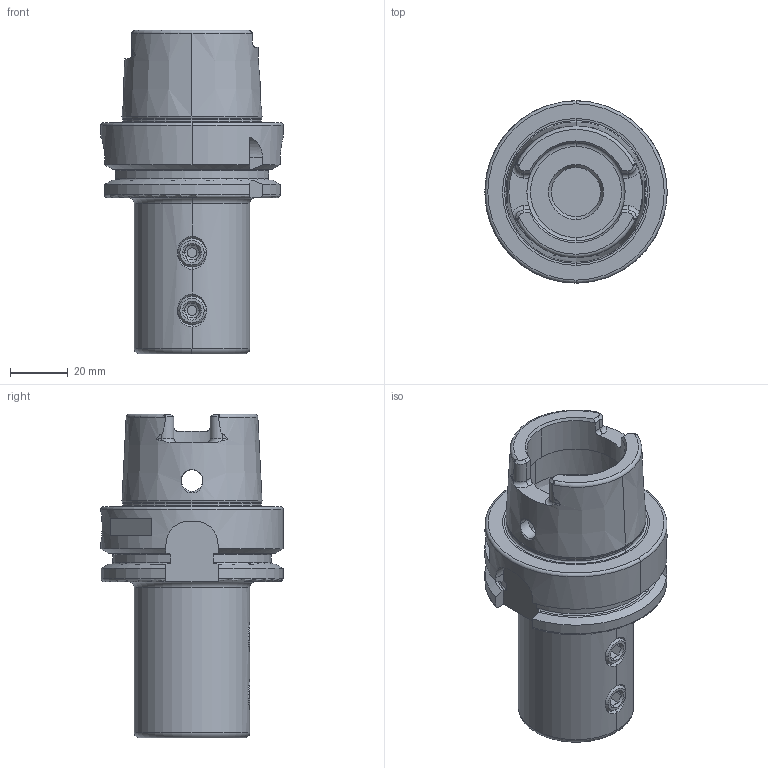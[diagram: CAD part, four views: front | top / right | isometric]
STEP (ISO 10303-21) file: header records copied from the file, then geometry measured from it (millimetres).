
FILE_DESCRIPTION((''),'2;1');
FILE_NAME('A63_51_20','2020-07-30T',('103090'),(''),'CREO PARAMETRIC BY PTC INC, 2016260','CREO PARAMETRIC BY PTC INC, 2016260','');
FILE_SCHEMA(('CONFIG_CONTROL_DESIGN'));
Length unit declared in the file: millimetre
Products named in the file (1): A63_51_20
Bounding box: 63 x 63 x 112 mm (x, y, z)
Volume: 131643.7 mm3; surface area: 32515.5 mm2
Topology: 1 solids, 1 shells, 201 faces, 506 edges, 313 vertices
Faces by surface type: plane 67, cone 50, cylinder 49, torus 35
Entity records: 6907 total; most frequent: CARTESIAN_POINT 2127, ORIENTED_EDGE 1008, DIRECTION 993, EDGE_CURVE 504, AXIS2_PLACEMENT_3D 409, VERTEX_POINT 313, EDGE_LOOP 213, CIRCLE 205
